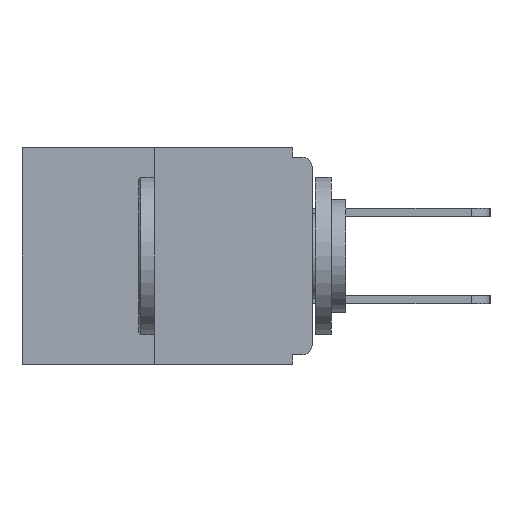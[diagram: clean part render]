
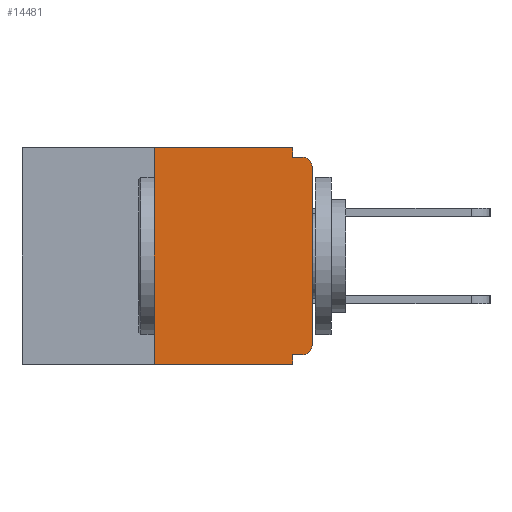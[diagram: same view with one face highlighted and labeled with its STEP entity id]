
A CAD part, left-side view. The second image highlights one B-rep face of the part: STEP entity #14481.
In plain terms, the highlighted planar face has unit normal (-1, 0, 0).
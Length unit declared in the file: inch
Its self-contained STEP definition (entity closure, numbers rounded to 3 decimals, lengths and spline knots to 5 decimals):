
#90 = DIRECTION ( 'NONE',  ( 0., -1., 0. ) ) ;
#137 = EDGE_CURVE ( 'NONE', #17362, #22580, #548, .T. ) ;
#238 = CARTESIAN_POINT ( 'NONE',  ( 0., 0.015, -0.313 ) ) ;
#327 = VECTOR ( 'NONE', #12446, 39.37008 ) ;
#548 = LINE ( 'NONE', #6950, #26926 ) ;
#652 = LINE ( 'NONE', #5653, #17254 ) ;
#1278 = VECTOR ( 'NONE', #15699, 39.37008 ) ;
#1876 = LINE ( 'NONE', #23613, #16076 ) ;
#1919 = ORIENTED_EDGE ( 'NONE', *, *, #15326, .F. ) ;
#2248 = ORIENTED_EDGE ( 'NONE', *, *, #13504, .T. ) ;
#2728 = FACE_OUTER_BOUND ( 'NONE', #13782, .T. ) ;
#2735 = DIRECTION ( 'NONE',  ( 1., 0., 0. ) ) ;
#2898 = VERTEX_POINT ( 'NONE', #23808 ) ;
#3203 = LINE ( 'NONE', #18659, #1278 ) ;
#4467 = DIRECTION ( 'NONE',  ( -1., 0., 0. ) ) ;
#4695 = AXIS2_PLACEMENT_3D ( 'NONE', #21325, #4467, #7619 ) ;
#4921 = VECTOR ( 'NONE', #27616, 39.37008 ) ;
#5019 = DIRECTION ( 'NONE',  ( -1., 0., 0. ) ) ;
#5220 = DIRECTION ( 'NONE',  ( 0., 0., -1. ) ) ;
#5296 = EDGE_CURVE ( 'NONE', #26882, #22580, #9440, .T. ) ;
#5653 = CARTESIAN_POINT ( 'NONE',  ( 0., 0.031, 0. ) ) ;
#6504 = AXIS2_PLACEMENT_3D ( 'NONE', #29829, #2735, #5220 ) ;
#6519 = DIRECTION ( 'NONE',  ( 0., 0., -1. ) ) ;
#6564 = LINE ( 'NONE', #7129, #327 ) ;
#6840 = ORIENTED_EDGE ( 'NONE', *, *, #12624, .F. ) ;
#6950 = CARTESIAN_POINT ( 'NONE',  ( 0., 0.031, -0.343 ) ) ;
#7129 = CARTESIAN_POINT ( 'NONE',  ( 0., 0.25, 0. ) ) ;
#7619 = DIRECTION ( 'NONE',  ( 0., 0., -1. ) ) ;
#8264 = ORIENTED_EDGE ( 'NONE', *, *, #22834, .F. ) ;
#9157 = CARTESIAN_POINT ( 'NONE',  ( 0., 0.25, 0. ) ) ;
#9440 = LINE ( 'NONE', #25274, #11368 ) ;
#9724 = VERTEX_POINT ( 'NONE', #27530 ) ;
#10028 = ORIENTED_EDGE ( 'NONE', *, *, #25859, .F. ) ;
#10548 = CARTESIAN_POINT ( 'NONE',  ( 0., 0.031, -0.015 ) ) ;
#10704 = CARTESIAN_POINT ( 'NONE',  ( 0., 0., -0.328 ) ) ;
#11368 = VECTOR ( 'NONE', #27824, 39.37008 ) ;
#11459 = ORIENTED_EDGE ( 'NONE', *, *, #26121, .F. ) ;
#11514 = LINE ( 'NONE', #10704, #4921 ) ;
#12446 = DIRECTION ( 'NONE',  ( 0., 0., 1. ) ) ;
#12624 = EDGE_CURVE ( 'NONE', #15088, #2898, #28457, .T. ) ;
#12661 = VERTEX_POINT ( 'NONE', #30335 ) ;
#12699 = CIRCLE ( 'NONE', #4695, 0.015 ) ;
#13504 = EDGE_CURVE ( 'NONE', #9724, #20826, #19044, .T. ) ;
#13782 = EDGE_LOOP ( 'NONE', ( #6840, #1919, #31380, #20680, #11459, #2248, #14950, #29168, #8264, #10028 ) ) ;
#14214 = CARTESIAN_POINT ( 'NONE',  ( 0., 0.031, -0.328 ) ) ;
#14481 = ADVANCED_FACE ( 'NONE', ( #2728 ), #31828, .F. ) ;
#14950 = ORIENTED_EDGE ( 'NONE', *, *, #28178, .T. ) ;
#15088 = VERTEX_POINT ( 'NONE', #9157 ) ;
#15326 = EDGE_CURVE ( 'NONE', #26882, #15088, #6564, .T. ) ;
#15699 = DIRECTION ( 'NONE',  ( 0., 0., 1. ) ) ;
#16076 = VECTOR ( 'NONE', #18280, 39.37008 ) ;
#17254 = VECTOR ( 'NONE', #25429, 39.37008 ) ;
#17318 = EDGE_CURVE ( 'NONE', #19388, #12661, #12699, .T. ) ;
#17362 = VERTEX_POINT ( 'NONE', #14214 ) ;
#18280 = DIRECTION ( 'NONE',  ( 0., -1., 0. ) ) ;
#18659 = CARTESIAN_POINT ( 'NONE',  ( 0., 0., 0. ) ) ;
#19044 = CIRCLE ( 'NONE', #29347, 0.015 ) ;
#19386 = CARTESIAN_POINT ( 'NONE',  ( 0., 0.25, -0.343 ) ) ;
#19388 = VERTEX_POINT ( 'NONE', #22642 ) ;
#20230 = VECTOR ( 'NONE', #90, 39.37008 ) ;
#20259 = VERTEX_POINT ( 'NONE', #10548 ) ;
#20680 = ORIENTED_EDGE ( 'NONE', *, *, #137, .F. ) ;
#20826 = VERTEX_POINT ( 'NONE', #30595 ) ;
#21325 = CARTESIAN_POINT ( 'NONE',  ( 0., 0.015, -0.03 ) ) ;
#22580 = VERTEX_POINT ( 'NONE', #23509 ) ;
#22642 = CARTESIAN_POINT ( 'NONE',  ( 0., 0., -0.03 ) ) ;
#22834 = EDGE_CURVE ( 'NONE', #20259, #12661, #1876, .T. ) ;
#23509 = CARTESIAN_POINT ( 'NONE',  ( 0., 0.031, -0.343 ) ) ;
#23613 = CARTESIAN_POINT ( 'NONE',  ( 0., 0., -0.015 ) ) ;
#23808 = CARTESIAN_POINT ( 'NONE',  ( 0., 0.031, 0. ) ) ;
#24637 = CARTESIAN_POINT ( 'NONE',  ( 0., 0.46, 0. ) ) ;
#25274 = CARTESIAN_POINT ( 'NONE',  ( 0., 0.46, -0.343 ) ) ;
#25429 = DIRECTION ( 'NONE',  ( 0., 0., -1. ) ) ;
#25859 = EDGE_CURVE ( 'NONE', #2898, #20259, #652, .T. ) ;
#26121 = EDGE_CURVE ( 'NONE', #9724, #17362, #11514, .T. ) ;
#26882 = VERTEX_POINT ( 'NONE', #19386 ) ;
#26926 = VECTOR ( 'NONE', #6519, 39.37008 ) ;
#27530 = CARTESIAN_POINT ( 'NONE',  ( 0., 0.015, -0.328 ) ) ;
#27616 = DIRECTION ( 'NONE',  ( 0., 1., 0. ) ) ;
#27824 = DIRECTION ( 'NONE',  ( 0., -1., 0. ) ) ;
#28178 = EDGE_CURVE ( 'NONE', #20826, #19388, #3203, .T. ) ;
#28457 = LINE ( 'NONE', #24637, #20230 ) ;
#29168 = ORIENTED_EDGE ( 'NONE', *, *, #17318, .T. ) ;
#29347 = AXIS2_PLACEMENT_3D ( 'NONE', #238, #5019, #29837 ) ;
#29829 = CARTESIAN_POINT ( 'NONE',  ( 0., 0.46, 0. ) ) ;
#29837 = DIRECTION ( 'NONE',  ( 0., 0., -1. ) ) ;
#30335 = CARTESIAN_POINT ( 'NONE',  ( 0., 0.015, -0.015 ) ) ;
#30595 = CARTESIAN_POINT ( 'NONE',  ( 0., 0., -0.313 ) ) ;
#31380 = ORIENTED_EDGE ( 'NONE', *, *, #5296, .T. ) ;
#31828 = PLANE ( 'NONE',  #6504 ) ;
